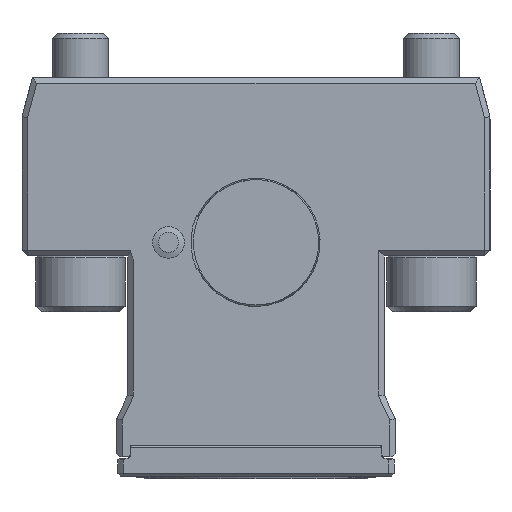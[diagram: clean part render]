
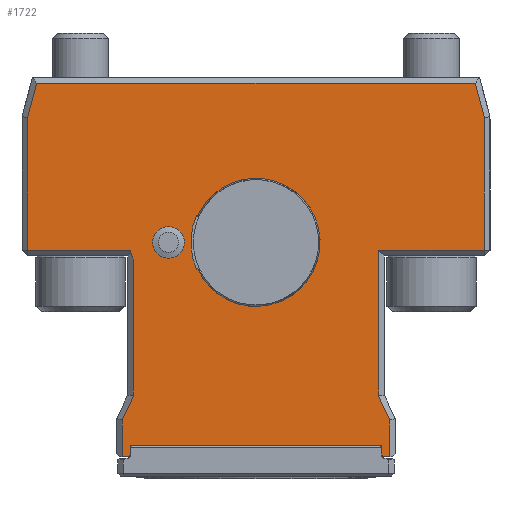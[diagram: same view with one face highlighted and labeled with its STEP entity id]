
A CAD part, left-side view. The second image highlights one B-rep face of the part: STEP entity #1722.
In plain terms, the highlighted planar face has unit normal (-1, 0, 0).
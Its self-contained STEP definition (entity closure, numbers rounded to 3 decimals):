
#330=LINE('',#10451,#877);
#331=LINE('',#10453,#878);
#332=LINE('',#10455,#879);
#333=LINE('',#10457,#880);
#334=LINE('',#10459,#881);
#335=LINE('',#10461,#882);
#336=LINE('',#10463,#883);
#337=LINE('',#10465,#884);
#338=LINE('',#10467,#885);
#339=LINE('',#10469,#886);
#340=LINE('',#10471,#887);
#341=LINE('',#10473,#888);
#342=LINE('',#10475,#889);
#343=LINE('',#10477,#890);
#344=LINE('',#10479,#891);
#345=LINE('',#10481,#892);
#346=LINE('',#10483,#893);
#347=LINE('',#10485,#894);
#348=LINE('',#10487,#895);
#349=LINE('',#10489,#896);
#877=VECTOR('',#7825,1.);
#878=VECTOR('',#7826,1.);
#879=VECTOR('',#7827,1.);
#880=VECTOR('',#7828,1.);
#881=VECTOR('',#7829,1.);
#882=VECTOR('',#7830,1.);
#883=VECTOR('',#7831,1.);
#884=VECTOR('',#7832,1.);
#885=VECTOR('',#7833,1.);
#886=VECTOR('',#7834,1.);
#887=VECTOR('',#7835,1.);
#888=VECTOR('',#7836,1.);
#889=VECTOR('',#7837,1.);
#890=VECTOR('',#7838,1.);
#891=VECTOR('',#7839,1.);
#892=VECTOR('',#7840,1.);
#893=VECTOR('',#7841,1.);
#894=VECTOR('',#7842,1.);
#895=VECTOR('',#7843,1.);
#896=VECTOR('',#7844,1.);
#1373=FACE_BOUND('',#2682,.T.);
#1374=FACE_BOUND('',#2683,.T.);
#1375=FACE_BOUND('',#2684,.T.);
#1722=ADVANCED_FACE('',(#1373,#1374,#1375),#2068,.T.);
#2068=PLANE('',#6748);
#2682=EDGE_LOOP('',(#3631));
#2683=EDGE_LOOP('',(#3632,#3633,#3634,#3635,#3636,#3637,#3638,#3639,#3640,
#3641,#3642,#3643,#3644,#3645,#3646,#3647,#3648,#3649,#3650,#3651,#3652));
#2684=EDGE_LOOP('',(#3653,#3654,#3655,#3656));
#3631=ORIENTED_EDGE('',*,*,#5607,.T.);
#3632=ORIENTED_EDGE('',*,*,#5731,.F.);
#3633=ORIENTED_EDGE('',*,*,#5732,.T.);
#3634=ORIENTED_EDGE('',*,*,#5733,.T.);
#3635=ORIENTED_EDGE('',*,*,#5734,.T.);
#3636=ORIENTED_EDGE('',*,*,#5735,.T.);
#3637=ORIENTED_EDGE('',*,*,#5736,.T.);
#3638=ORIENTED_EDGE('',*,*,#5737,.F.);
#3639=ORIENTED_EDGE('',*,*,#5738,.F.);
#3640=ORIENTED_EDGE('',*,*,#5739,.T.);
#3641=ORIENTED_EDGE('',*,*,#5740,.T.);
#3642=ORIENTED_EDGE('',*,*,#5741,.T.);
#3643=ORIENTED_EDGE('',*,*,#5742,.T.);
#3644=ORIENTED_EDGE('',*,*,#5743,.T.);
#3645=ORIENTED_EDGE('',*,*,#5744,.T.);
#3646=ORIENTED_EDGE('',*,*,#5745,.T.);
#3647=ORIENTED_EDGE('',*,*,#5746,.T.);
#3648=ORIENTED_EDGE('',*,*,#5747,.T.);
#3649=ORIENTED_EDGE('',*,*,#5748,.T.);
#3650=ORIENTED_EDGE('',*,*,#5749,.T.);
#3651=ORIENTED_EDGE('',*,*,#5750,.T.);
#3652=ORIENTED_EDGE('',*,*,#5751,.T.);
#3653=ORIENTED_EDGE('',*,*,#5730,.T.);
#3654=ORIENTED_EDGE('',*,*,#5752,.T.);
#3655=ORIENTED_EDGE('',*,*,#5753,.T.);
#3656=ORIENTED_EDGE('',*,*,#5720,.F.);
#4955=VERTEX_POINT('',#9993);
#5035=VERTEX_POINT('',#10386);
#5037=VERTEX_POINT('',#10389);
#5044=VERTEX_POINT('',#10445);
#5045=VERTEX_POINT('',#10449);
#5046=VERTEX_POINT('',#10450);
#5047=VERTEX_POINT('',#10452);
#5048=VERTEX_POINT('',#10454);
#5049=VERTEX_POINT('',#10456);
#5050=VERTEX_POINT('',#10458);
#5051=VERTEX_POINT('',#10460);
#5052=VERTEX_POINT('',#10462);
#5053=VERTEX_POINT('',#10464);
#5054=VERTEX_POINT('',#10466);
#5055=VERTEX_POINT('',#10468);
#5056=VERTEX_POINT('',#10470);
#5057=VERTEX_POINT('',#10472);
#5058=VERTEX_POINT('',#10474);
#5059=VERTEX_POINT('',#10476);
#5060=VERTEX_POINT('',#10478);
#5061=VERTEX_POINT('',#10480);
#5062=VERTEX_POINT('',#10482);
#5063=VERTEX_POINT('',#10484);
#5064=VERTEX_POINT('',#10486);
#5065=VERTEX_POINT('',#10488);
#5066=VERTEX_POINT('',#10491);
#5607=EDGE_CURVE('',#4955,#4955,#6297,.T.);
#5720=EDGE_CURVE('',#5035,#5037,#6337,.T.);
#5730=EDGE_CURVE('',#5035,#5044,#6341,.T.);
#5731=EDGE_CURVE('',#5045,#5046,#6342,.T.);
#5732=EDGE_CURVE('',#5045,#5047,#330,.T.);
#5733=EDGE_CURVE('',#5047,#5048,#331,.T.);
#5734=EDGE_CURVE('',#5048,#5049,#332,.T.);
#5735=EDGE_CURVE('',#5049,#5050,#333,.T.);
#5736=EDGE_CURVE('',#5050,#5051,#334,.T.);
#5737=EDGE_CURVE('',#5052,#5051,#335,.T.);
#5738=EDGE_CURVE('',#5053,#5052,#336,.T.);
#5739=EDGE_CURVE('',#5053,#5054,#337,.T.);
#5740=EDGE_CURVE('',#5054,#5055,#338,.T.);
#5741=EDGE_CURVE('',#5055,#5056,#339,.T.);
#5742=EDGE_CURVE('',#5056,#5057,#340,.T.);
#5743=EDGE_CURVE('',#5057,#5058,#341,.T.);
#5744=EDGE_CURVE('',#5058,#5059,#342,.T.);
#5745=EDGE_CURVE('',#5059,#5060,#343,.T.);
#5746=EDGE_CURVE('',#5060,#5061,#344,.T.);
#5747=EDGE_CURVE('',#5061,#5062,#345,.T.);
#5748=EDGE_CURVE('',#5062,#5063,#346,.T.);
#5749=EDGE_CURVE('',#5063,#5064,#347,.T.);
#5750=EDGE_CURVE('',#5064,#5065,#348,.T.);
#5751=EDGE_CURVE('',#5065,#5046,#349,.T.);
#5752=EDGE_CURVE('',#5044,#5066,#6343,.T.);
#5753=EDGE_CURVE('',#5066,#5037,#6344,.T.);
#6297=CIRCLE('',#6665,2.85);
#6337=CIRCLE('',#6738,11.5);
#6341=CIRCLE('',#6743,7.);
#6342=CIRCLE('',#6745,7.);
#6343=CIRCLE('',#6746,11.5);
#6344=CIRCLE('',#6747,7.);
#6665=AXIS2_PLACEMENT_3D('',#9992,#7613,#7614);
#6738=AXIS2_PLACEMENT_3D('',#10388,#7808,#7809);
#6743=AXIS2_PLACEMENT_3D('',#10446,#7819,#7820);
#6745=AXIS2_PLACEMENT_3D('',#10448,#7823,#7824);
#6746=AXIS2_PLACEMENT_3D('',#10490,#7845,#7846);
#6747=AXIS2_PLACEMENT_3D('',#10492,#7847,#7848);
#6748=AXIS2_PLACEMENT_3D('',#10493,#7849,#7850);
#7613=DIRECTION('',(1.,0.,0.));
#7614=DIRECTION('',(0.,0.,1.));
#7808=DIRECTION('',(-1.,0.,0.));
#7809=DIRECTION('',(0.,1.,0.));
#7819=DIRECTION('',(1.,0.,0.));
#7820=DIRECTION('',(0.,0.,1.));
#7823=DIRECTION('',(1.,0.,0.));
#7824=DIRECTION('',(0.,0.,-1.));
#7825=DIRECTION('',(0.,0.,-1.));
#7826=DIRECTION('',(0.,0.423,-0.906));
#7827=DIRECTION('',(0.,0.,-1.));
#7828=DIRECTION('',(0.,-1.,0.));
#7829=DIRECTION('',(0.,-0.707,0.707));
#7830=DIRECTION('',(0.,0.,-1.));
#7831=DIRECTION('',(0.,1.,0.));
#7832=DIRECTION('',(0.,0.,-1.));
#7833=DIRECTION('',(0.,-0.707,-0.707));
#7834=DIRECTION('',(0.,-1.,0.));
#7835=DIRECTION('',(0.,0.,1.));
#7836=DIRECTION('',(0.,0.423,0.906));
#7837=DIRECTION('',(0.,0.,1.));
#7838=DIRECTION('',(0.,-1.,0.));
#7839=DIRECTION('',(0.,0.,1.));
#7840=DIRECTION('',(0.,0.259,0.966));
#7841=DIRECTION('',(0.,1.,0.));
#7842=DIRECTION('',(0.,0.259,-0.966));
#7843=DIRECTION('',(0.,0.,-1.));
#7844=DIRECTION('',(0.,-1.,0.));
#7845=DIRECTION('',(1.,0.,0.));
#7846=DIRECTION('',(0.,0.,1.));
#7847=DIRECTION('',(1.,0.,0.));
#7848=DIRECTION('',(0.,0.,1.));
#7849=DIRECTION('',(-1.,0.,0.));
#7850=DIRECTION('',(0.,0.,-1.));
#9992=CARTESIAN_POINT('',(-24.5,15.7,-22.55));
#9993=CARTESIAN_POINT('',(-24.5,15.7,-19.7));
#10386=CARTESIAN_POINT('',(-24.5,10.501,-27.238));
#10388=CARTESIAN_POINT('',(-24.5,0.,-22.55));
#10389=CARTESIAN_POINT('',(-24.5,10.501,-17.863));
#10445=CARTESIAN_POINT('',(-24.5,10.635,-27.382));
#10446=CARTESIAN_POINT('',(-24.5,15.7,-22.551));
#10448=CARTESIAN_POINT('',(-24.5,15.7,-22.55));
#10449=CARTESIAN_POINT('',(-24.5,22.,-25.601));
#10450=CARTESIAN_POINT('',(-24.5,22.548,-24.));
#10451=CARTESIAN_POINT('',(-24.5,22.,-49.911));
#10452=CARTESIAN_POINT('',(-24.5,22.,-50.133));
#10453=CARTESIAN_POINT('',(-24.5,24.094,-54.623));
#10454=CARTESIAN_POINT('',(-24.5,24.,-54.422));
#10455=CARTESIAN_POINT('',(-24.5,24.,-61.));
#10456=CARTESIAN_POINT('',(-24.5,24.,-61.));
#10457=CARTESIAN_POINT('',(-24.5,42.,-61.));
#10458=CARTESIAN_POINT('',(-24.5,23.,-61.));
#10459=CARTESIAN_POINT('',(-24.5,-1.5,-36.5));
#10460=CARTESIAN_POINT('',(-24.5,22.5,-60.5));
#10461=CARTESIAN_POINT('',(-24.5,22.5,-59.));
#10462=CARTESIAN_POINT('',(-24.5,22.5,-59.));
#10463=CARTESIAN_POINT('',(-24.5,-27.5,-59.));
#10464=CARTESIAN_POINT('',(-24.5,-22.5,-59.));
#10465=CARTESIAN_POINT('',(-24.5,-22.5,-59.));
#10466=CARTESIAN_POINT('',(-24.5,-22.5,-60.5));
#10467=CARTESIAN_POINT('',(-24.5,43.5,5.5));
#10468=CARTESIAN_POINT('',(-24.5,-23.,-61.));
#10469=CARTESIAN_POINT('',(-24.5,42.,-61.));
#10470=CARTESIAN_POINT('',(-24.5,-24.,-61.));
#10471=CARTESIAN_POINT('',(-24.5,-24.,7.));
#10472=CARTESIAN_POINT('',(-24.5,-24.,-54.422));
#10473=CARTESIAN_POINT('',(-24.5,11.314,21.309));
#10474=CARTESIAN_POINT('',(-24.5,-22.,-50.133));
#10475=CARTESIAN_POINT('',(-24.5,-22.,7.));
#10476=CARTESIAN_POINT('',(-24.5,-22.,-24.));
#10477=CARTESIAN_POINT('',(-24.5,42.,-24.));
#10478=CARTESIAN_POINT('',(-24.5,-41.,-24.));
#10479=CARTESIAN_POINT('',(-24.5,-41.,0.));
#10480=CARTESIAN_POINT('',(-24.5,-41.,-0.132));
#10481=CARTESIAN_POINT('',(-24.5,-39.158,6.741));
#10482=CARTESIAN_POINT('',(-24.5,-39.357,6.));
#10483=CARTESIAN_POINT('',(-24.5,42.,6.));
#10484=CARTESIAN_POINT('',(-24.5,39.357,6.));
#10485=CARTESIAN_POINT('',(-24.5,41.034,-0.259));
#10486=CARTESIAN_POINT('',(-24.5,41.,-0.132));
#10487=CARTESIAN_POINT('',(-24.5,41.,7.));
#10488=CARTESIAN_POINT('',(-24.5,41.,-24.));
#10489=CARTESIAN_POINT('',(-24.5,23.,-24.));
#10490=CARTESIAN_POINT('',(-24.5,0.2,-22.55));
#10491=CARTESIAN_POINT('',(-24.5,10.636,-17.718));
#10492=CARTESIAN_POINT('',(-24.5,15.7,-22.551));
#10493=CARTESIAN_POINT('',(-24.5,42.,7.));
